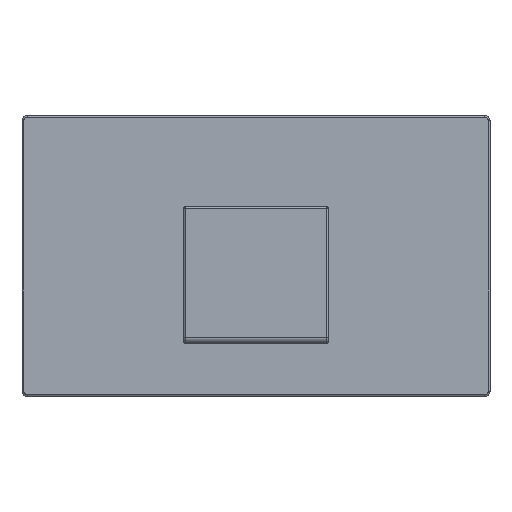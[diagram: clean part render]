
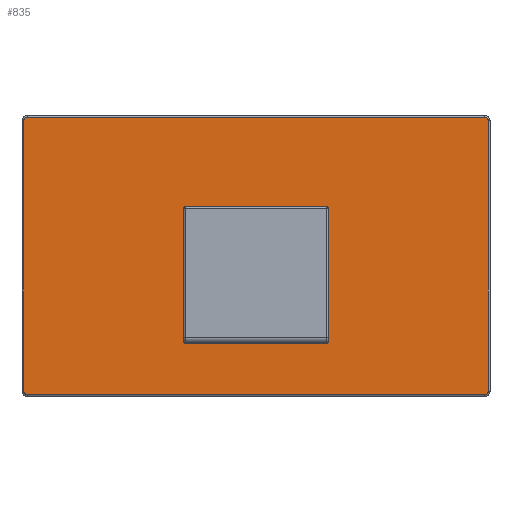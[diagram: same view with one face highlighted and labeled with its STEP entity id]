
A CAD part, top view. The second image highlights one B-rep face of the part: STEP entity #835.
In plain terms, the highlighted planar face has unit normal (0, 0, 1).
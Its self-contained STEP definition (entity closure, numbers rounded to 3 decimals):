
#157=FACE_OUTER_BOUND('',#213,.T.);
#213=EDGE_LOOP('',(#727,#728,#729,#730,#731,#732,#733,#734));
#231=(
BOUNDED_CURVE()
B_SPLINE_CURVE(3,(#1547,#1548,#1549,#1550,#1551),.UNSPECIFIED.,.F.,.F.)
B_SPLINE_CURVE_WITH_KNOTS((4,1,4),(0.,0.314,0.628),
 .UNSPECIFIED.)
CURVE()
GEOMETRIC_REPRESENTATION_ITEM()
RATIONAL_B_SPLINE_CURVE((1.,1.,1.,1.,1.))
REPRESENTATION_ITEM('')
);
#232=(
BOUNDED_CURVE()
B_SPLINE_CURVE(3,(#1572,#1573,#1574,#1575,#1576),.UNSPECIFIED.,.F.,.F.)
B_SPLINE_CURVE_WITH_KNOTS((4,1,4),(0.,0.314,0.628),
 .UNSPECIFIED.)
CURVE()
GEOMETRIC_REPRESENTATION_ITEM()
RATIONAL_B_SPLINE_CURVE((1.,1.,1.,1.,1.))
REPRESENTATION_ITEM('')
);
#233=(
BOUNDED_CURVE()
B_SPLINE_CURVE(3,(#1582,#1583,#1584,#1585,#1586),.UNSPECIFIED.,.F.,.F.)
B_SPLINE_CURVE_WITH_KNOTS((4,1,4),(0.,0.314,0.628),
 .UNSPECIFIED.)
CURVE()
GEOMETRIC_REPRESENTATION_ITEM()
RATIONAL_B_SPLINE_CURVE((1.,1.,1.,1.,1.))
REPRESENTATION_ITEM('')
);
#234=(
BOUNDED_CURVE()
B_SPLINE_CURVE(3,(#1589,#1590,#1591,#1592,#1593),.UNSPECIFIED.,.F.,.F.)
B_SPLINE_CURVE_WITH_KNOTS((4,1,4),(0.,0.314,
0.628),.UNSPECIFIED.)
CURVE()
GEOMETRIC_REPRESENTATION_ITEM()
RATIONAL_B_SPLINE_CURVE((1.,1.,1.,1.,1.))
REPRESENTATION_ITEM('')
);
#271=LINE('',#1502,#327);
#280=LINE('',#1526,#336);
#282=LINE('',#1556,#338);
#283=LINE('',#1588,#339);
#327=VECTOR('',#1130,10.);
#336=VECTOR('',#1149,10.);
#338=VECTOR('',#1161,10.);
#339=VECTOR('',#1170,10.);
#392=VERTEX_POINT('',#1499);
#393=VERTEX_POINT('',#1501);
#402=VERTEX_POINT('',#1523);
#403=VERTEX_POINT('',#1525);
#405=VERTEX_POINT('',#1545);
#406=VERTEX_POINT('',#1554);
#407=VERTEX_POINT('',#1581);
#408=VERTEX_POINT('',#1587);
#496=EDGE_CURVE('',#392,#393,#271,.T.);
#507=EDGE_CURVE('',#402,#403,#280,.T.);
#511=EDGE_CURVE('',#405,#392,#231,.T.);
#514=EDGE_CURVE('',#406,#405,#282,.T.);
#515=EDGE_CURVE('',#403,#406,#232,.T.);
#518=EDGE_CURVE('',#407,#402,#233,.T.);
#519=EDGE_CURVE('',#407,#408,#283,.T.);
#520=EDGE_CURVE('',#393,#408,#234,.T.);
#727=ORIENTED_EDGE('',*,*,#515,.F.);
#728=ORIENTED_EDGE('',*,*,#507,.F.);
#729=ORIENTED_EDGE('',*,*,#518,.F.);
#730=ORIENTED_EDGE('',*,*,#519,.T.);
#731=ORIENTED_EDGE('',*,*,#520,.F.);
#732=ORIENTED_EDGE('',*,*,#496,.F.);
#733=ORIENTED_EDGE('',*,*,#511,.F.);
#734=ORIENTED_EDGE('',*,*,#514,.F.);
#785=PLANE('',#941);
#835=ADVANCED_FACE('',(#157),#785,.T.);
#941=AXIS2_PLACEMENT_3D('',#1580,#1168,#1169);
#1130=DIRECTION('',(1.,0.,0.));
#1149=DIRECTION('',(-1.,0.,0.));
#1161=DIRECTION('',(0.,1.,0.));
#1168=DIRECTION('center_axis',(0.,0.,
1.));
#1169=DIRECTION('ref_axis',(0.,-1.,0.));
#1170=DIRECTION('',(0.,1.,0.));
#1499=CARTESIAN_POINT('',(0.2,4.993,8.42));
#1501=CARTESIAN_POINT('',(54.,4.993,8.42));
#1502=CARTESIAN_POINT('',(0.2,4.993,8.42));
#1523=CARTESIAN_POINT('',(54.,-27.607,8.42));
#1525=CARTESIAN_POINT('',(0.2,-27.607,8.42));
#1526=CARTESIAN_POINT('',(54.,-27.607,8.42));
#1545=CARTESIAN_POINT('',(-0.2,4.593,8.42));
#1547=CARTESIAN_POINT('Ctrl Pts',(-0.2,4.593,8.42));
#1548=CARTESIAN_POINT('Ctrl Pts',(-0.201,4.698,8.42));
#1549=CARTESIAN_POINT('Ctrl Pts',(-0.113,4.906,8.42));
#1550=CARTESIAN_POINT('Ctrl Pts',(0.095,4.994,8.42));
#1551=CARTESIAN_POINT('Ctrl Pts',(0.2,4.993,8.42));
#1554=CARTESIAN_POINT('',(-0.2,-27.207,8.42));
#1556=CARTESIAN_POINT('',(-0.2,-27.207,8.42));
#1572=CARTESIAN_POINT('Ctrl Pts',(0.2,-27.607,8.42));
#1573=CARTESIAN_POINT('Ctrl Pts',(0.095,-27.608,
8.42));
#1574=CARTESIAN_POINT('Ctrl Pts',(-0.113,-27.52,
8.42));
#1575=CARTESIAN_POINT('Ctrl Pts',(-0.201,-27.312,
8.42));
#1576=CARTESIAN_POINT('Ctrl Pts',(-0.2,-27.207,
8.42));
#1580=CARTESIAN_POINT('Origin',(54.6,-11.307,8.42));
#1581=CARTESIAN_POINT('',(54.4,-27.207,8.42));
#1582=CARTESIAN_POINT('Ctrl Pts',(54.4,-27.207,8.42));
#1583=CARTESIAN_POINT('Ctrl Pts',(54.401,-27.312,8.42));
#1584=CARTESIAN_POINT('Ctrl Pts',(54.313,-27.52,8.42));
#1585=CARTESIAN_POINT('Ctrl Pts',(54.105,-27.608,8.42));
#1586=CARTESIAN_POINT('Ctrl Pts',(54.,-27.607,8.42));
#1587=CARTESIAN_POINT('',(54.4,4.593,8.42));
#1588=CARTESIAN_POINT('',(54.4,-27.207,8.42));
#1589=CARTESIAN_POINT('Ctrl Pts',(54.,4.993,8.42));
#1590=CARTESIAN_POINT('Ctrl Pts',(54.105,4.994,8.42));
#1591=CARTESIAN_POINT('Ctrl Pts',(54.313,4.906,8.42));
#1592=CARTESIAN_POINT('Ctrl Pts',(54.401,4.698,8.42));
#1593=CARTESIAN_POINT('Ctrl Pts',(54.4,4.593,8.42));
